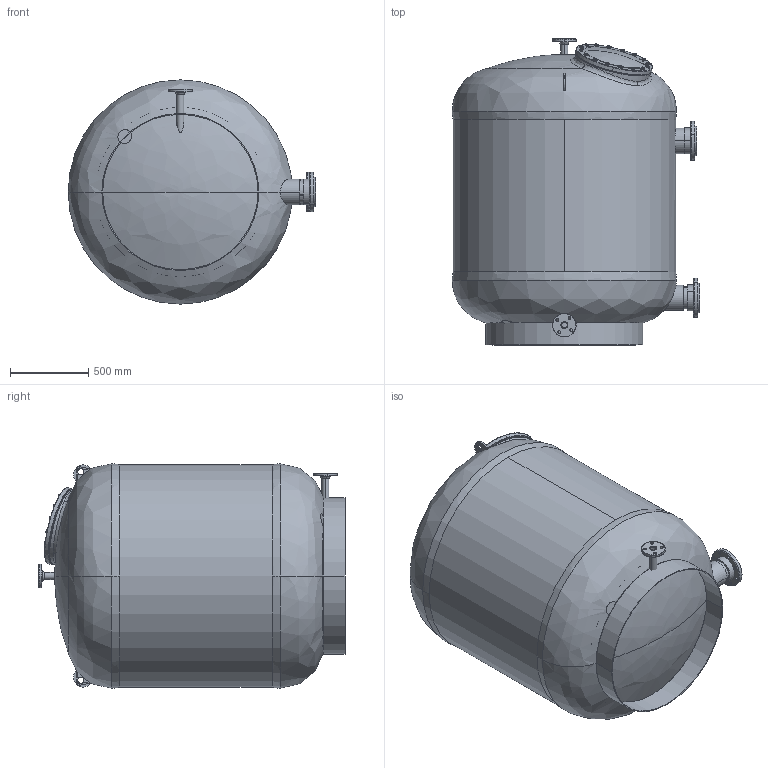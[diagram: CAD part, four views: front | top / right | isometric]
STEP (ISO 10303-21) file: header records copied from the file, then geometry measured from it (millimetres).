
FILE_DESCRIPTION (( 'STEP AP214' ), '1' );
FILE_NAME ('Adriatic S140_sb1000.STEP', '2020-11-05T12:13:24', ( '' ), ( '' ), 'SwSTEP 2.0', 'SolidWorks 2019', '' );
FILE_SCHEMA (( 'AUTOMOTIVE_DESIGN' ));
Length unit declared in the file: millimetre
Products named in the file (1): Adriatic S140_sb1000
Bounding box: 1576.93 x 1949.31 x 1428.43 mm (x, y, z)
Volume: 118381186.4 mm3; surface area: 21252238.3 mm2
Topology: 50 solids, 50 shells, 934 faces, 2227 edges, 1412 vertices
Faces by surface type: cylinder 360, plane 255, cone 211, bspline 108
Entity records: 52318 total; most frequent: CARTESIAN_POINT 20193, DIRECTION 4449, ORIENTED_EDGE 4370, EDGE_CURVE 2185, AXIS2_PLACEMENT_3D 1883, VERTEX_POINT 1412, EDGE_LOOP 1149, CIRCLE 1056
